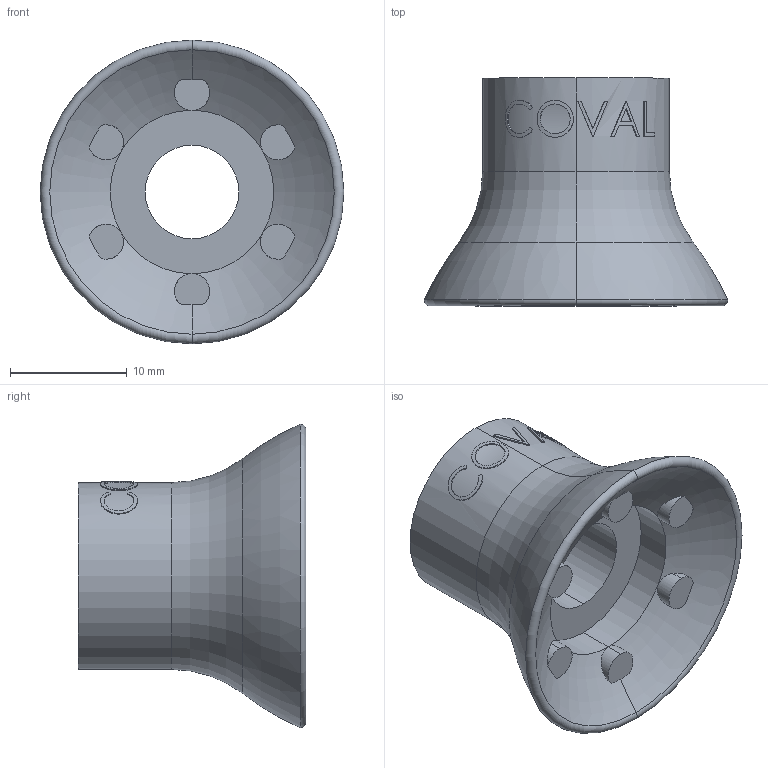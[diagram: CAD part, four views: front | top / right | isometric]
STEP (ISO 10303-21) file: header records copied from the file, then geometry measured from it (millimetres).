
FILE_DESCRIPTION(('STEP AP214'),'1');
FILE_NAME('COVAL_VP26SIT5.stp','2017-12-27T16:17:14',('TraceParts'),('TraceParts S.A.'),'Spatial InterOp 3D',' ',' ');
FILE_SCHEMA(('automotive_design'));
Length unit declared in the file: millimetre
Products named in the file (1): COVAL_VP26SIT5
Bounding box: 26 x 19.5 x 26 mm (x, y, z)
Volume: 3228.7 mm3; surface area: 2396.6 mm2
Topology: 1 solids, 1 shells, 88 faces, 219 edges, 140 vertices
Faces by surface type: cylinder 29, bspline 29, plane 22, torus 8
Entity records: 8171 total; most frequent: CARTESIAN_POINT 5597, ORIENTED_EDGE 438, DIRECTION 300, EDGE_CURVE 219, VERTEX_POINT 140, AXIS2_PLACEMENT_3D 136, B_SPLINE_CURVE_WITH_KNOTS 115, EDGE_LOOP 97
